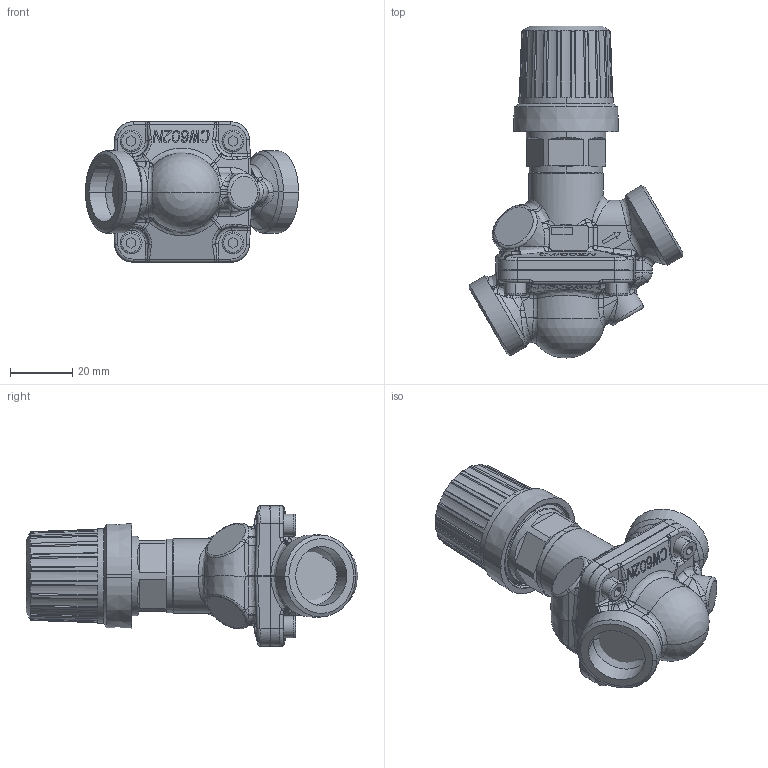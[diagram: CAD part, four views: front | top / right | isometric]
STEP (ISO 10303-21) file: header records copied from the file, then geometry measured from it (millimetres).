
FILE_DESCRIPTION((''),'2;1');
FILE_NAME('003L3592_ASM','2015-02-25T',('u317927'),('Danfoss'),'PRO/ENGINEER BY PARAMETRIC TECHNOLOGY CORPORATION, 2014000','PRO/ENGINEER BY PARAMETRIC TECHNOLOGY CORPORATION, 2014000','');
FILE_SCHEMA(('CONFIG_CONTROL_DESIGN'));
Length unit declared in the file: millimetre
Products named in the file (12): 8884012_AF1; 8906432_ASM; 8906292_ASM; 8884018_AF0; D3-STIFT-RING_ASM; 065F0201_ASM; 8884057; 8884041_ASM; 51340040; 8884080; 8505030; 003L3592_ASM
Assembly tree (14 placements, depth 3):
  003L3592_ASM
    8884012_AF1
    8906432_ASM
    8906292_ASM
    8884018_AF0
    8884041_ASM
      D3-STIFT-RING_ASM
      065F0201_ASM
      8884057
    51340040  x4
    8884080
    8505030
Bounding box: 68.29 x 106.35 x 45 mm (x, y, z)
Volume: 50414.1 mm3; surface area: 38919 mm2
Topology: 9 solids, 24 shells, 1654 faces, 4277 edges, 2701 vertices
Faces by surface type: plane 869, cylinder 352, bspline 212, cone 124, torus 73, sphere 24
Entity records: 57693 total; most frequent: CARTESIAN_POINT 20065, ORIENTED_EDGE 8210, DIRECTION 7148, EDGE_CURVE 4127, VERTEX_POINT 2611, VECTOR 2464, LINE 2464, AXIS2_PLACEMENT_3D 2342
